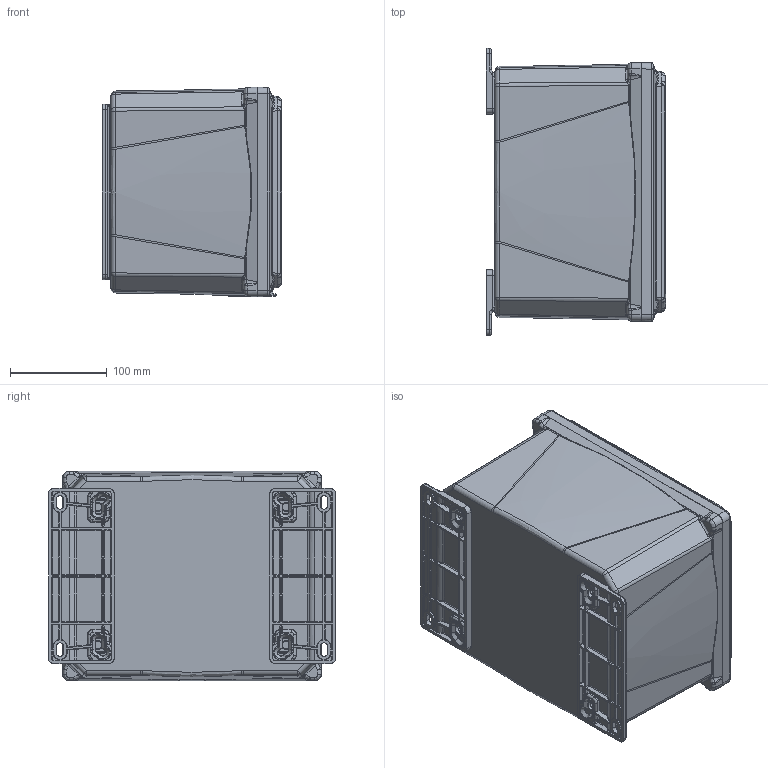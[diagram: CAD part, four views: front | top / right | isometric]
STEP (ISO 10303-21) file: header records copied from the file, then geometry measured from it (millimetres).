
FILE_DESCRIPTION((''),'2;1');
FILE_NAME('H10086SCF_ASM','2016-12-09T',('tstokes'),(''),'CREO PARAMETRIC BY PTC INC, 2016050','CREO PARAMETRIC BY PTC INC, 2016050','');
FILE_SCHEMA(('CONFIG_CONTROL_DESIGN'));
Length unit declared in the file: inch
Products named in the file (5): 1008600; 1008640; 1008690; 8INCH-MOUNTING-FLANGE; H10086SCF_ASM
Assembly tree (5 placements, depth 2):
  H10086SCF_ASM
    1008600
    1008640
    1008690
    8INCH-MOUNTING-FLANGE  x2
Bounding box: 185.5 x 296.93 x 216.81 mm (x, y, z)
Volume: 1274751.8 mm3; surface area: 721689.1 mm2
Topology: 5 solids, 5 shells, 2874 faces, 6586 edges, 3830 vertices
Faces by surface type: cylinder 1088, bspline 704, plane 598, cone 220, torus 140, sphere 124
Entity records: 86062 total; most frequent: CARTESIAN_POINT 40160, ORIENTED_EDGE 10086, DIRECTION 8757, EDGE_CURVE 5043, AXIS2_PLACEMENT_3D 3399, VERTEX_POINT 2930, EDGE_LOOP 2329, FACE_OUTER_BOUND 2213
